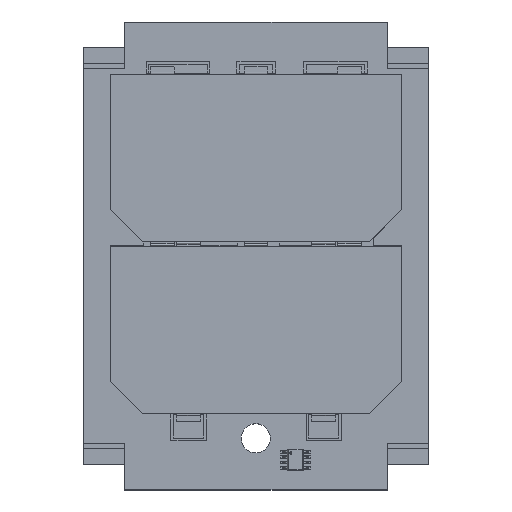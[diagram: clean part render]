
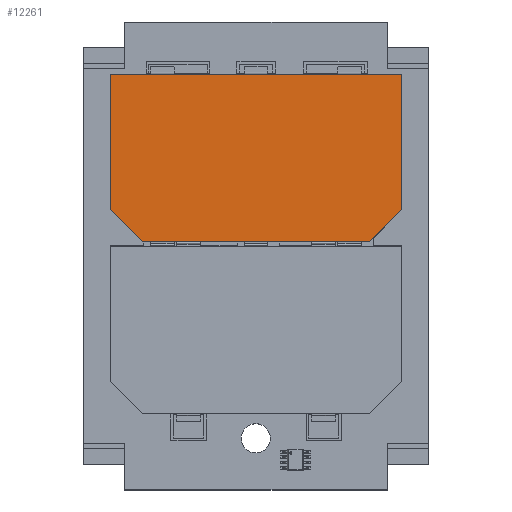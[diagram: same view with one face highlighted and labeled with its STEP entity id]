
A CAD part, top view. The second image highlights one B-rep face of the part: STEP entity #12261.
In plain terms, the highlighted face is planar.
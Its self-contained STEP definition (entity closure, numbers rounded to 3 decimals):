
#590 = CARTESIAN_POINT ( 'NONE',  ( -34.55, 0.4, 0. ) ) ;
#595 = PLANE ( 'NONE',  #29921 ) ;
#603 = DIRECTION ( 'NONE',  ( 0., 1., 0. ) ) ;
#604 = DIRECTION ( 'NONE',  ( 0., 0., 1. ) ) ;
#5769 = CARTESIAN_POINT ( 'NONE',  ( -34.55, 0.4, 0. ) ) ;
#5771 = CARTESIAN_POINT ( 'NONE',  ( -34.55, 0.4, -32.08 ) ) ;
#5772 = DIRECTION ( 'NONE',  ( 1., 0., 0. ) ) ;
#5774 = DIRECTION ( 'NONE',  ( 0., 0., 1. ) ) ;
#5775 = CARTESIAN_POINT ( 'NONE',  ( 34.55, 0.4, -32.08 ) ) ;
#5776 = DIRECTION ( 'NONE',  ( -0.707, 0., -0.707 ) ) ;
#5779 = CARTESIAN_POINT ( 'NONE',  ( 34.55, 0.4, 0. ) ) ;
#5781 = DIRECTION ( 'NONE',  ( 0., 0., -1. ) ) ;
#5784 = CARTESIAN_POINT ( 'NONE',  ( -26.93, 0.4, -39.7 ) ) ;
#5785 = DIRECTION ( 'NONE',  ( -0.707, 0., 0.707 ) ) ;
#5856 = VERTEX_POINT ( 'NONE', #15744 ) ;
#5902 = VERTEX_POINT ( 'NONE', #15771 ) ;
#5914 = VERTEX_POINT ( 'NONE', #15779 ) ;
#5924 = VERTEX_POINT ( 'NONE', #15788 ) ;
#6594 = CARTESIAN_POINT ( 'NONE',  ( 26.93, 0.4, -39.7 ) ) ;
#6595 = DIRECTION ( 'NONE',  ( -1., 0., 0. ) ) ;
#7560 = ORIENTED_EDGE ( 'NONE', *, *, #11144, .T. ) ;
#7562 = ORIENTED_EDGE ( 'NONE', *, *, #11143, .T. ) ;
#7564 = ORIENTED_EDGE ( 'NONE', *, *, #11148, .T. ) ;
#7566 = ORIENTED_EDGE ( 'NONE', *, *, #11145, .T. ) ;
#7568 = ORIENTED_EDGE ( 'NONE', *, *, #11201, .T. ) ;
#7570 = ORIENTED_EDGE ( 'NONE', *, *, #11150, .T. ) ;
#8309 = CARTESIAN_POINT ( 'NONE',  ( 34.55, 0.4, 0. ) ) ;
#8337 = CARTESIAN_POINT ( 'NONE',  ( -34.55, 0.4, -32.08 ) ) ;
#9681 = VERTEX_POINT ( 'NONE', #8309 ) ;
#9709 = VERTEX_POINT ( 'NONE', #8337 ) ;
#11143 = EDGE_CURVE ( 'NONE', #5914, #9681, #13491, .T. ) ;
#11144 = EDGE_CURVE ( 'NONE', #9709, #5914, #13487, .T. ) ;
#11145 = EDGE_CURVE ( 'NONE', #5924, #5902, #13481, .T. ) ;
#11148 = EDGE_CURVE ( 'NONE', #9681, #5924, #13483, .T. ) ;
#11150 = EDGE_CURVE ( 'NONE', #5856, #9709, #13471, .T. ) ;
#11201 = EDGE_CURVE ( 'NONE', #5902, #5856, #13382, .T. ) ;
#12261 = ADVANCED_FACE ( 'NONE', ( #17829 ), #595, .T. ) ;
#13381 = VECTOR ( 'NONE', #6595, 1000. ) ;
#13382 = LINE ( 'NONE', #6594, #13381 ) ;
#13470 = VECTOR ( 'NONE', #5785, 1000. ) ;
#13471 = LINE ( 'NONE', #5784, #13470 ) ;
#13475 = VECTOR ( 'NONE', #5781, 1000. ) ;
#13480 = VECTOR ( 'NONE', #5776, 1000. ) ;
#13481 = LINE ( 'NONE', #5775, #13480 ) ;
#13482 = VECTOR ( 'NONE', #5774, 1000. ) ;
#13483 = LINE ( 'NONE', #5779, #13475 ) ;
#13484 = VECTOR ( 'NONE', #5772, 1000. ) ;
#13487 = LINE ( 'NONE', #5771, #13482 ) ;
#13491 = LINE ( 'NONE', #5769, #13484 ) ;
#14857 = EDGE_LOOP ( 'NONE', ( #7560, #7562, #7564, #7566, #7568, #7570 ) ) ;
#15744 = CARTESIAN_POINT ( 'NONE',  ( -26.93, 0.4, -39.7 ) ) ;
#15771 = CARTESIAN_POINT ( 'NONE',  ( 26.93, 0.4, -39.7 ) ) ;
#15779 = CARTESIAN_POINT ( 'NONE',  ( -34.55, 0.4, 0. ) ) ;
#15788 = CARTESIAN_POINT ( 'NONE',  ( 34.55, 0.4, -32.08 ) ) ;
#17829 = FACE_OUTER_BOUND ( 'NONE', #14857, .T. ) ;
#29921 = AXIS2_PLACEMENT_3D ( 'NONE', #590, #603, #604 ) ;
